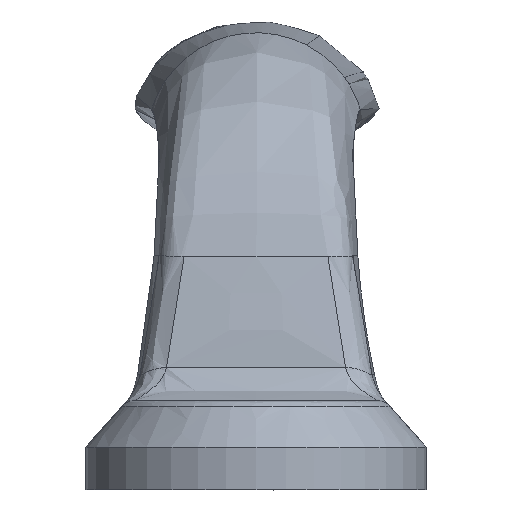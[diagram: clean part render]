
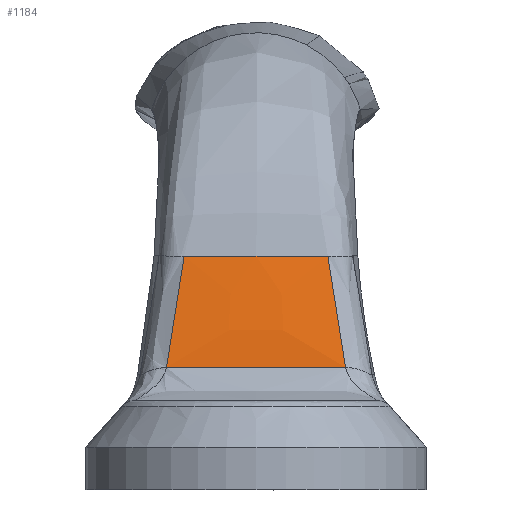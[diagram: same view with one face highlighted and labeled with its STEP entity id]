
A CAD part, left-side view. The second image highlights one B-rep face of the part: STEP entity #1184.
In plain terms, the highlighted free-form (B-spline) face has degree [3, 3] with [4, 4] control points.
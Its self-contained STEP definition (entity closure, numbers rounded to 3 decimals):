
#222=FACE_OUTER_BOUND('',#301,.T.);
#301=EDGE_LOOP('',(#993,#994,#995,#996));
#411=B_SPLINE_CURVE_WITH_KNOTS('',3,(#6234,#6235,#6236,#6237,#6238,#6239,
#6240,#6241,#6242,#6243,#6244,#6245,#6246,#6247,#6248,#6249,#6250,#6251,
#6252),.UNSPECIFIED.,.F.,.F.,(4,3,3,3,3,3,4),(0.,0.004,0.166,
0.494,0.828,0.998,1.),.UNSPECIFIED.);
#420=B_SPLINE_CURVE_WITH_KNOTS('',3,(#6664,#6665,#6666,#6667),
 .UNSPECIFIED.,.F.,.F.,(4,4),(0.,1.),.UNSPECIFIED.);
#421=B_SPLINE_CURVE_WITH_KNOTS('',3,(#6685,#6686,#6687,#6688),
 .UNSPECIFIED.,.F.,.F.,(4,4),(0.,1.),.UNSPECIFIED.);
#422=B_SPLINE_CURVE_WITH_KNOTS('',3,(#6689,#6690,#6691,#6692,#6693,#6694,
#6695,#6696,#6697,#6698,#6699,#6700,#6701,#6702,#6703,#6704,#6705,#6706,
#6707,#6708,#6709,#6710),.UNSPECIFIED.,.F.,.F.,(4,3,3,3,3,3,3,4),(0.,0.045,
0.199,0.5,0.507,0.815,0.969,
1.),.UNSPECIFIED.);
#530=VERTEX_POINT('',#6195);
#531=VERTEX_POINT('',#6233);
#541=VERTEX_POINT('',#6650);
#542=VERTEX_POINT('',#6684);
#685=EDGE_CURVE('',#531,#530,#411,.T.);
#702=EDGE_CURVE('',#530,#541,#420,.T.);
#703=EDGE_CURVE('',#542,#531,#421,.T.);
#704=EDGE_CURVE('',#542,#541,#422,.T.);
#993=ORIENTED_EDGE('',*,*,#703,.T.);
#994=ORIENTED_EDGE('',*,*,#685,.T.);
#995=ORIENTED_EDGE('',*,*,#702,.T.);
#996=ORIENTED_EDGE('',*,*,#704,.F.);
#1126=B_SPLINE_SURFACE_WITH_KNOTS('',3,3,((#6668,#6669,#6670,#6671),(#6672,
#6673,#6674,#6675),(#6676,#6677,#6678,#6679),(#6680,#6681,#6682,#6683)),
 .UNSPECIFIED.,.F.,.F.,.F.,(4,4),(4,4),(0.,1.),(0.,1.),.UNSPECIFIED.);
#1184=ADVANCED_FACE('',(#222),#1126,.T.);
#6195=CARTESIAN_POINT('',(-47.975,-5.146,7.212));
#6233=CARTESIAN_POINT('',(-47.977,5.383,7.211));
#6234=CARTESIAN_POINT('Ctrl Pts',(-47.976,5.382,7.216));
#6235=CARTESIAN_POINT('Ctrl Pts',(-47.977,5.369,7.216));
#6236=CARTESIAN_POINT('Ctrl Pts',(-47.979,5.356,7.216));
#6237=CARTESIAN_POINT('Ctrl Pts',(-47.98,5.343,7.216));
#6238=CARTESIAN_POINT('Ctrl Pts',(-48.03,4.761,7.223));
#6239=CARTESIAN_POINT('Ctrl Pts',(-48.072,4.18,7.228));
#6240=CARTESIAN_POINT('Ctrl Pts',(-48.105,3.602,7.232));
#6241=CARTESIAN_POINT('Ctrl Pts',(-48.172,2.431,7.241));
#6242=CARTESIAN_POINT('Ctrl Pts',(-48.204,1.267,7.245));
#6243=CARTESIAN_POINT('Ctrl Pts',(-48.202,0.113,7.246));
#6244=CARTESIAN_POINT('Ctrl Pts',(-48.201,-1.063,7.246));
#6245=CARTESIAN_POINT('Ctrl Pts',(-48.166,-2.227,7.243));
#6246=CARTESIAN_POINT('Ctrl Pts',(-48.099,-3.378,7.234));
#6247=CARTESIAN_POINT('Ctrl Pts',(-48.065,-3.963,7.23));
#6248=CARTESIAN_POINT('Ctrl Pts',(-48.022,-4.544,7.225));
#6249=CARTESIAN_POINT('Ctrl Pts',(-47.973,-5.122,7.219));
#6250=CARTESIAN_POINT('Ctrl Pts',(-47.972,-5.128,7.219));
#6251=CARTESIAN_POINT('Ctrl Pts',(-47.971,-5.135,7.219));
#6252=CARTESIAN_POINT('Ctrl Pts',(-47.971,-5.142,7.219));
#6650=CARTESIAN_POINT('',(-46.561,-4.106,13.752));
#6664=CARTESIAN_POINT('Ctrl Pts',(-47.971,-5.142,7.219));
#6665=CARTESIAN_POINT('Ctrl Pts',(-47.508,-4.658,9.373));
#6666=CARTESIAN_POINT('Ctrl Pts',(-47.038,-4.308,11.557));
#6667=CARTESIAN_POINT('Ctrl Pts',(-46.559,-4.106,13.752));
#6668=CARTESIAN_POINT('Ctrl Pts',(-46.551,-4.103,13.792));
#6669=CARTESIAN_POINT('Ctrl Pts',(-47.036,-4.305,11.569));
#6670=CARTESIAN_POINT('Ctrl Pts',(-47.511,-4.658,9.358));
#6671=CARTESIAN_POINT('Ctrl Pts',(-47.98,-5.151,7.177));
#6672=CARTESIAN_POINT('Ctrl Pts',(-46.814,-1.296,13.791));
#6673=CARTESIAN_POINT('Ctrl Pts',(-47.311,-1.363,11.568));
#6674=CARTESIAN_POINT('Ctrl Pts',(-47.805,-1.482,9.358));
#6675=CARTESIAN_POINT('Ctrl Pts',(-48.292,-1.646,7.179));
#6676=CARTESIAN_POINT('Ctrl Pts',(-46.814,1.535,13.791));
#6677=CARTESIAN_POINT('Ctrl Pts',(-47.312,1.602,11.567));
#6678=CARTESIAN_POINT('Ctrl Pts',(-47.808,1.721,9.357));
#6679=CARTESIAN_POINT('Ctrl Pts',(-48.299,1.887,7.178));
#6680=CARTESIAN_POINT('Ctrl Pts',(-46.551,4.342,13.792));
#6681=CARTESIAN_POINT('Ctrl Pts',(-47.037,4.544,11.569));
#6682=CARTESIAN_POINT('Ctrl Pts',(-47.514,4.898,9.358));
#6683=CARTESIAN_POINT('Ctrl Pts',(-47.985,5.391,7.177));
#6684=CARTESIAN_POINT('',(-46.559,4.346,13.752));
#6685=CARTESIAN_POINT('Ctrl Pts',(-46.559,4.346,13.752));
#6686=CARTESIAN_POINT('Ctrl Pts',(-47.039,4.548,11.555));
#6687=CARTESIAN_POINT('Ctrl Pts',(-47.511,4.9,9.372));
#6688=CARTESIAN_POINT('Ctrl Pts',(-47.976,5.382,7.216));
#6689=CARTESIAN_POINT('Ctrl Pts',(-46.561,4.344,13.752));
#6690=CARTESIAN_POINT('Ctrl Pts',(-46.576,4.219,13.752));
#6691=CARTESIAN_POINT('Ctrl Pts',(-46.584,4.091,13.752));
#6692=CARTESIAN_POINT('Ctrl Pts',(-46.593,3.962,13.752));
#6693=CARTESIAN_POINT('Ctrl Pts',(-46.625,3.527,13.752));
#6694=CARTESIAN_POINT('Ctrl Pts',(-46.66,3.095,13.752));
#6695=CARTESIAN_POINT('Ctrl Pts',(-46.685,2.662,13.752));
#6696=CARTESIAN_POINT('Ctrl Pts',(-46.735,1.816,13.752));
#6697=CARTESIAN_POINT('Ctrl Pts',(-46.757,0.967,13.752));
#6698=CARTESIAN_POINT('Ctrl Pts',(-46.757,0.12,13.752));
#6699=CARTESIAN_POINT('Ctrl Pts',(-46.757,0.099,13.752));
#6700=CARTESIAN_POINT('Ctrl Pts',(-46.757,0.078,13.752));
#6701=CARTESIAN_POINT('Ctrl Pts',(-46.757,0.057,
13.752));
#6702=CARTESIAN_POINT('Ctrl Pts',(-46.756,-0.811,
13.752));
#6703=CARTESIAN_POINT('Ctrl Pts',(-46.732,-1.681,13.752));
#6704=CARTESIAN_POINT('Ctrl Pts',(-46.678,-2.547,13.752));
#6705=CARTESIAN_POINT('Ctrl Pts',(-46.651,-2.979,13.752));
#6706=CARTESIAN_POINT('Ctrl Pts',(-46.616,-3.413,13.752));
#6707=CARTESIAN_POINT('Ctrl Pts',(-46.585,-3.848,13.752));
#6708=CARTESIAN_POINT('Ctrl Pts',(-46.578,-3.934,13.752));
#6709=CARTESIAN_POINT('Ctrl Pts',(-46.571,-4.02,13.752));
#6710=CARTESIAN_POINT('Ctrl Pts',(-46.561,-4.105,13.752));
